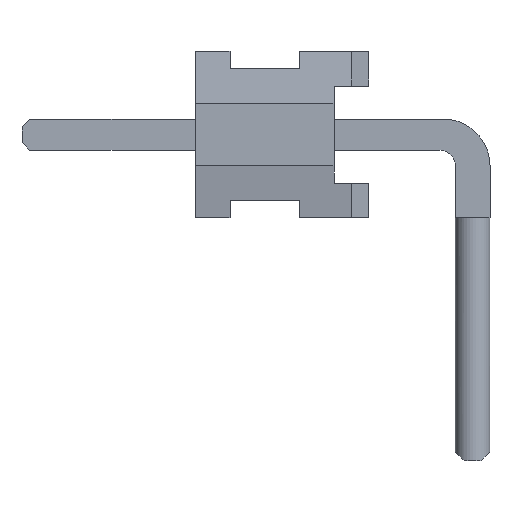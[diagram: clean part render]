
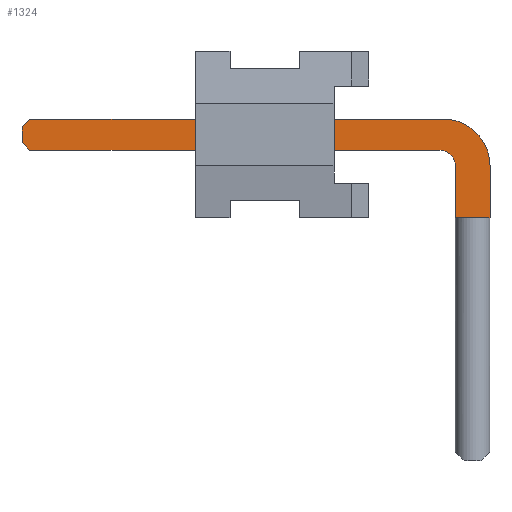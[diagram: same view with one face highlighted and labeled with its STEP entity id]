
A CAD part, left-side view. The second image highlights one B-rep face of the part: STEP entity #1324.
In plain terms, the highlighted planar face has unit normal (-1, 0, 0).
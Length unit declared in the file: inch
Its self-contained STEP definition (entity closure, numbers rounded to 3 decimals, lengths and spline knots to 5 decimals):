
#12=CIRCLE('',#1407,0.027);
#14=CIRCLE('',#1412,0.009);
#359=ORIENTED_EDGE('',*,*,#545,.F.);
#360=ORIENTED_EDGE('',*,*,#578,.T.);
#361=ORIENTED_EDGE('',*,*,#579,.T.);
#362=ORIENTED_EDGE('',*,*,#538,.F.);
#363=ORIENTED_EDGE('',*,*,#535,.F.);
#364=ORIENTED_EDGE('',*,*,#532,.F.);
#365=ORIENTED_EDGE('',*,*,#529,.F.);
#366=ORIENTED_EDGE('',*,*,#526,.F.);
#367=ORIENTED_EDGE('',*,*,#522,.F.);
#368=ORIENTED_EDGE('',*,*,#574,.F.);
#369=ORIENTED_EDGE('',*,*,#571,.F.);
#370=ORIENTED_EDGE('',*,*,#568,.F.);
#371=ORIENTED_EDGE('',*,*,#565,.F.);
#372=ORIENTED_EDGE('',*,*,#562,.F.);
#373=ORIENTED_EDGE('',*,*,#559,.F.);
#374=ORIENTED_EDGE('',*,*,#556,.F.);
#375=ORIENTED_EDGE('',*,*,#553,.F.);
#376=ORIENTED_EDGE('',*,*,#550,.F.);
#377=ORIENTED_EDGE('',*,*,#547,.T.);
#522=EDGE_CURVE('',#666,#667,#826,.T.);
#526=EDGE_CURVE('',#667,#670,#830,.T.);
#529=EDGE_CURVE('',#670,#672,#833,.T.);
#532=EDGE_CURVE('',#672,#674,#836,.T.);
#535=EDGE_CURVE('',#674,#676,#12,.T.);
#538=EDGE_CURVE('',#676,#678,#840,.T.);
#545=EDGE_CURVE('',#684,#685,#847,.T.);
#547=EDGE_CURVE('',#686,#685,#14,.T.);
#550=EDGE_CURVE('',#686,#688,#850,.T.);
#553=EDGE_CURVE('',#688,#690,#853,.T.);
#556=EDGE_CURVE('',#690,#692,#856,.T.);
#559=EDGE_CURVE('',#692,#694,#859,.T.);
#562=EDGE_CURVE('',#694,#696,#862,.T.);
#565=EDGE_CURVE('',#696,#698,#865,.T.);
#568=EDGE_CURVE('',#698,#700,#868,.T.);
#571=EDGE_CURVE('',#700,#702,#871,.T.);
#574=EDGE_CURVE('',#702,#666,#874,.T.);
#578=EDGE_CURVE('',#684,#705,#878,.T.);
#579=EDGE_CURVE('',#705,#678,#879,.T.);
#666=VERTEX_POINT('',#2020);
#667=VERTEX_POINT('',#2021);
#670=VERTEX_POINT('',#2029);
#672=VERTEX_POINT('',#2035);
#674=VERTEX_POINT('',#2041);
#676=VERTEX_POINT('',#2047);
#678=VERTEX_POINT('',#2053);
#684=VERTEX_POINT('',#2066);
#685=VERTEX_POINT('',#2068);
#686=VERTEX_POINT('',#2072);
#688=VERTEX_POINT('',#2078);
#690=VERTEX_POINT('',#2084);
#692=VERTEX_POINT('',#2090);
#694=VERTEX_POINT('',#2096);
#696=VERTEX_POINT('',#2102);
#698=VERTEX_POINT('',#2108);
#700=VERTEX_POINT('',#2114);
#702=VERTEX_POINT('',#2120);
#705=VERTEX_POINT('',#2133);
#826=LINE('',#2019,#998);
#830=LINE('',#2028,#1002);
#833=LINE('',#2034,#1005);
#836=LINE('',#2040,#1008);
#840=LINE('',#2052,#1012);
#847=LINE('',#2067,#1019);
#850=LINE('',#2077,#1022);
#853=LINE('',#2083,#1025);
#856=LINE('',#2089,#1028);
#859=LINE('',#2095,#1031);
#862=LINE('',#2101,#1034);
#865=LINE('',#2107,#1037);
#868=LINE('',#2113,#1040);
#871=LINE('',#2119,#1043);
#874=LINE('',#2125,#1046);
#878=LINE('',#2132,#1050);
#879=LINE('',#2134,#1051);
#998=VECTOR('',#1648,39.37008);
#1002=VECTOR('',#1654,39.37008);
#1005=VECTOR('',#1659,39.37008);
#1008=VECTOR('',#1664,39.37008);
#1012=VECTOR('',#1676,39.37008);
#1019=VECTOR('',#1685,39.37008);
#1022=VECTOR('',#1696,39.37008);
#1025=VECTOR('',#1701,39.37008);
#1028=VECTOR('',#1706,39.37008);
#1031=VECTOR('',#1711,39.37008);
#1034=VECTOR('',#1716,39.37008);
#1037=VECTOR('',#1721,39.37008);
#1040=VECTOR('',#1726,39.37008);
#1043=VECTOR('',#1731,39.37008);
#1046=VECTOR('',#1736,39.37008);
#1050=VECTOR('',#1744,39.37008);
#1051=VECTOR('',#1745,39.37008);
#1116=EDGE_LOOP('',(#359,#360,#361,#362,#363,#364,#365,#366,#367,#368,#369,
#370,#371,#372,#373,#374,#375,#376,#377));
#1188=FACE_BOUND('',#1116,.T.);
#1256=PLANE('',#1424);
#1324=ADVANCED_FACE('',(#1188),#1256,.F.);
#1407=AXIS2_PLACEMENT_3D('',#2046,#1669,#1670);
#1412=AXIS2_PLACEMENT_3D('',#2071,#1689,#1690);
#1424=AXIS2_PLACEMENT_3D('',#2131,#1742,#1743);
#1648=DIRECTION('',(0.,0.,1.));
#1654=DIRECTION('',(0.,-1.,0.));
#1659=DIRECTION('',(0.,0.,-1.));
#1664=DIRECTION('',(0.,-1.,0.));
#1669=DIRECTION('',(1.,0.,0.));
#1670=DIRECTION('',(0.,0.,-1.));
#1676=DIRECTION('',(0.,0.,-1.));
#1685=DIRECTION('',(0.,0.,1.));
#1689=DIRECTION('',(1.,0.,0.));
#1690=DIRECTION('',(0.,0.,-1.));
#1696=DIRECTION('',(0.,1.,0.));
#1701=DIRECTION('',(0.,0.,-1.));
#1706=DIRECTION('',(0.,1.,0.));
#1711=DIRECTION('',(0.,0.,1.));
#1716=DIRECTION('',(0.,1.,0.));
#1721=DIRECTION('',(0.,0.707,0.707));
#1726=DIRECTION('',(0.,0.,1.));
#1731=DIRECTION('',(0.,-0.707,0.707));
#1736=DIRECTION('',(0.,-1.,0.));
#1742=DIRECTION('',(1.,0.,0.));
#1743=DIRECTION('',(0.,0.,-1.));
#1744=DIRECTION('',(0.,-1.,0.));
#1745=DIRECTION('',(0.,-1.,0.));
#2019=CARTESIAN_POINT('',(-0.01,0.07,0.009));
#2020=CARTESIAN_POINT('',(-0.01,0.07,0.009));
#2021=CARTESIAN_POINT('',(-0.01,0.07,0.014));
#2028=CARTESIAN_POINT('',(-0.01,0.07,0.014));
#2029=CARTESIAN_POINT('',(-0.01,0.05,0.014));
#2034=CARTESIAN_POINT('',(-0.01,0.05,0.014));
#2035=CARTESIAN_POINT('',(-0.01,0.05,0.009));
#2040=CARTESIAN_POINT('',(-0.01,0.05,0.009));
#2041=CARTESIAN_POINT('',(-0.01,-0.043,0.009));
#2046=CARTESIAN_POINT('',(-0.01,-0.043,-0.018));
#2047=CARTESIAN_POINT('',(-0.01,-0.07,-0.018));
#2052=CARTESIAN_POINT('',(-0.01,-0.07,-0.018));
#2053=CARTESIAN_POINT('',(-0.01,-0.07,-0.048));
#2066=CARTESIAN_POINT('',(-0.01,-0.05,-0.048));
#2067=CARTESIAN_POINT('',(-0.01,-0.05,-0.183));
#2068=CARTESIAN_POINT('',(-0.01,-0.05,-0.018));
#2071=CARTESIAN_POINT('',(-0.01,-0.041,-0.018));
#2072=CARTESIAN_POINT('',(-0.01,-0.041,-0.009));
#2077=CARTESIAN_POINT('',(-0.01,-0.041,-0.009));
#2078=CARTESIAN_POINT('',(-0.01,0.05,-0.009));
#2083=CARTESIAN_POINT('',(-0.01,0.05,-0.009));
#2084=CARTESIAN_POINT('',(-0.01,0.05,-0.014));
#2089=CARTESIAN_POINT('',(-0.01,0.05,-0.014));
#2090=CARTESIAN_POINT('',(-0.01,0.07,-0.014));
#2095=CARTESIAN_POINT('',(-0.01,0.07,-0.014));
#2096=CARTESIAN_POINT('',(-0.01,0.07,-0.009));
#2101=CARTESIAN_POINT('',(-0.01,0.07,-0.009));
#2102=CARTESIAN_POINT('',(-0.01,0.1955,-0.009));
#2107=CARTESIAN_POINT('',(-0.01,0.1955,-0.009));
#2108=CARTESIAN_POINT('',(-0.01,0.2,-0.0045));
#2113=CARTESIAN_POINT('',(-0.01,0.2,-0.0045));
#2114=CARTESIAN_POINT('',(-0.01,0.2,0.0045));
#2119=CARTESIAN_POINT('',(-0.01,0.2,0.0045));
#2120=CARTESIAN_POINT('',(-0.01,0.1955,0.009));
#2125=CARTESIAN_POINT('',(-0.01,0.1955,0.009));
#2131=CARTESIAN_POINT('',(-0.01,-0.043,-0.018));
#2132=CARTESIAN_POINT('',(-0.01,-0.043,-0.048));
#2133=CARTESIAN_POINT('',(-0.01,-0.06,-0.048));
#2134=CARTESIAN_POINT('',(-0.01,-0.043,-0.048));
